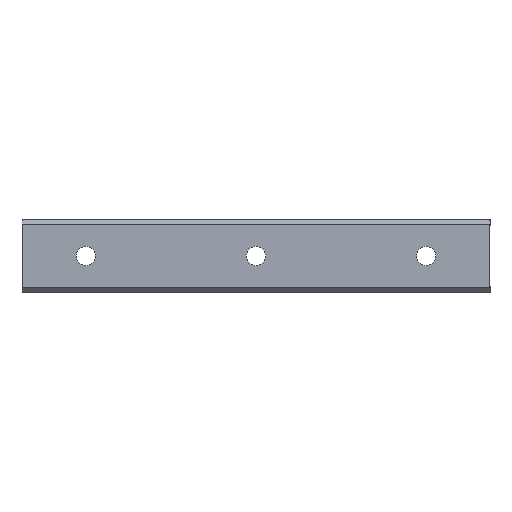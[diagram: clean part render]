
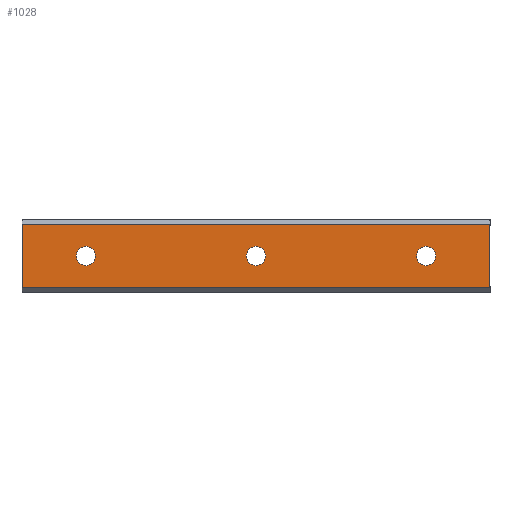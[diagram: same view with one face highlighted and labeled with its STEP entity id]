
A CAD part, front view. The second image highlights one B-rep face of the part: STEP entity #1028.
In plain terms, the highlighted planar face has unit normal (0, -1, 0).
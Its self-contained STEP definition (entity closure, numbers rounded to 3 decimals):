
#7 = AXIS2_PLACEMENT_3D ( 'NONE', #1249, #755, #1188 ) ;
#12 = FACE_BOUND ( 'NONE', #1048, .T. ) ;
#14 = DIRECTION ( 'NONE',  ( 0., 0., 1. ) ) ;
#22 = DIRECTION ( 'NONE',  ( 0., -1., 0. ) ) ;
#36 = DIRECTION ( 'NONE',  ( 0., 0., 1. ) ) ;
#43 = CARTESIAN_POINT ( 'NONE',  ( 160., 0., 0. ) ) ;
#50 = AXIS2_PLACEMENT_3D ( 'NONE', #218, #22, #14 ) ;
#53 = DIRECTION ( 'NONE',  ( 0., 0., -1. ) ) ;
#67 = EDGE_CURVE ( 'NONE', #1184, #135, #613, .T. ) ;
#69 = LINE ( 'NONE', #501, #310 ) ;
#87 = FACE_BOUND ( 'NONE', #1207, .T. ) ;
#103 = VERTEX_POINT ( 'NONE', #547 ) ;
#113 = DIRECTION ( 'NONE',  ( 0., 0., 1. ) ) ;
#135 = VERTEX_POINT ( 'NONE', #643 ) ;
#149 = ORIENTED_EDGE ( 'NONE', *, *, #331, .F. ) ;
#155 = CARTESIAN_POINT ( 'NONE',  ( 190., 0., -14.95 ) ) ;
#156 = VERTEX_POINT ( 'NONE', #330 ) ;
#162 = LINE ( 'NONE', #155, #592 ) ;
#169 = DIRECTION ( 'NONE',  ( -1., 0., 0. ) ) ;
#175 = CARTESIAN_POINT ( 'NONE',  ( 0., 0., -4.5 ) ) ;
#194 = VERTEX_POINT ( 'NONE', #1205 ) ;
#218 = CARTESIAN_POINT ( 'NONE',  ( 160., 0., 0. ) ) ;
#245 = CARTESIAN_POINT ( 'NONE',  ( 190., 0., 14.95 ) ) ;
#304 = VERTEX_POINT ( 'NONE', #802 ) ;
#306 = ORIENTED_EDGE ( 'NONE', *, *, #1174, .F. ) ;
#310 = VECTOR ( 'NONE', #810, 1000. ) ;
#311 = ORIENTED_EDGE ( 'NONE', *, *, #1311, .F. ) ;
#312 = EDGE_CURVE ( 'NONE', #194, #402, #162, .T. ) ;
#328 = ORIENTED_EDGE ( 'NONE', *, *, #1271, .F. ) ;
#330 = CARTESIAN_POINT ( 'NONE',  ( 80., 0., 4.5 ) ) ;
#331 = EDGE_CURVE ( 'NONE', #135, #1184, #1124, .T. ) ;
#333 = EDGE_CURVE ( 'NONE', #489, #443, #616, .T. ) ;
#335 = FACE_OUTER_BOUND ( 'NONE', #790, .T. ) ;
#359 = LINE ( 'NONE', #981, #989 ) ;
#402 = VERTEX_POINT ( 'NONE', #1338 ) ;
#423 = CIRCLE ( 'NONE', #747, 4.5 ) ;
#443 = VERTEX_POINT ( 'NONE', #1253 ) ;
#475 = DIRECTION ( 'NONE',  ( 0., -1., 0. ) ) ;
#489 = VERTEX_POINT ( 'NONE', #175 ) ;
#501 = CARTESIAN_POINT ( 'NONE',  ( -30., 0., 14.95 ) ) ;
#547 = CARTESIAN_POINT ( 'NONE',  ( -30., 0., 14.95 ) ) ;
#556 = CARTESIAN_POINT ( 'NONE',  ( 160., 0., -4.5 ) ) ;
#564 = ORIENTED_EDGE ( 'NONE', *, *, #1027, .F. ) ;
#580 = DIRECTION ( 'NONE',  ( 1., 0., 0. ) ) ;
#592 = VECTOR ( 'NONE', #169, 1000. ) ;
#613 = CIRCLE ( 'NONE', #50, 4.5 ) ;
#616 = CIRCLE ( 'NONE', #867, 4.5 ) ;
#643 = CARTESIAN_POINT ( 'NONE',  ( 160., 0., 4.5 ) ) ;
#735 = ORIENTED_EDGE ( 'NONE', *, *, #67, .F. ) ;
#747 = AXIS2_PLACEMENT_3D ( 'NONE', #781, #1001, #36 ) ;
#755 = DIRECTION ( 'NONE',  ( 0., 1., 0. ) ) ;
#757 = EDGE_CURVE ( 'NONE', #103, #957, #359, .T. ) ;
#781 = CARTESIAN_POINT ( 'NONE',  ( 80., 0., 0. ) ) ;
#790 = EDGE_LOOP ( 'NONE', ( #1094, #328, #1354, #832 ) ) ;
#802 = CARTESIAN_POINT ( 'NONE',  ( 80., 0., -4.5 ) ) ;
#807 = DIRECTION ( 'NONE',  ( 0., 0., 1. ) ) ;
#810 = DIRECTION ( 'NONE',  ( 0., 0., 1. ) ) ;
#814 = CIRCLE ( 'NONE', #1218, 4.5 ) ;
#832 = ORIENTED_EDGE ( 'NONE', *, *, #1312, .F. ) ;
#860 = ORIENTED_EDGE ( 'NONE', *, *, #333, .F. ) ;
#867 = AXIS2_PLACEMENT_3D ( 'NONE', #1237, #475, #1319 ) ;
#900 = DIRECTION ( 'NONE',  ( 0., -1., 0. ) ) ;
#949 = CARTESIAN_POINT ( 'NONE',  ( 0., 0., 0. ) ) ;
#957 = VERTEX_POINT ( 'NONE', #1227 ) ;
#981 = CARTESIAN_POINT ( 'NONE',  ( 190., 0., 14.95 ) ) ;
#989 = VECTOR ( 'NONE', #580, 1000. ) ;
#1001 = DIRECTION ( 'NONE',  ( 0., -1., 0. ) ) ;
#1019 = DIRECTION ( 'NONE',  ( 0., -1., 0. ) ) ;
#1024 = DIRECTION ( 'NONE',  ( 0., 0., 1. ) ) ;
#1027 = EDGE_CURVE ( 'NONE', #443, #489, #814, .T. ) ;
#1028 = ADVANCED_FACE ( 'NONE', ( #335, #1375, #12, #87 ), #1183, .F. ) ;
#1030 = AXIS2_PLACEMENT_3D ( 'NONE', #43, #900, #807 ) ;
#1048 = EDGE_LOOP ( 'NONE', ( #149, #735 ) ) ;
#1094 = ORIENTED_EDGE ( 'NONE', *, *, #312, .F. ) ;
#1124 = CIRCLE ( 'NONE', #1030, 4.5 ) ;
#1130 = AXIS2_PLACEMENT_3D ( 'NONE', #1232, #1019, #1024 ) ;
#1149 = EDGE_LOOP ( 'NONE', ( #564, #860 ) ) ;
#1174 = EDGE_CURVE ( 'NONE', #156, #304, #423, .T. ) ;
#1183 = PLANE ( 'NONE',  #7 ) ;
#1184 = VERTEX_POINT ( 'NONE', #556 ) ;
#1188 = DIRECTION ( 'NONE',  ( 0., 0., 1. ) ) ;
#1195 = VECTOR ( 'NONE', #53, 1000. ) ;
#1197 = LINE ( 'NONE', #245, #1195 ) ;
#1205 = CARTESIAN_POINT ( 'NONE',  ( 190., 0., -14.95 ) ) ;
#1207 = EDGE_LOOP ( 'NONE', ( #306, #311 ) ) ;
#1218 = AXIS2_PLACEMENT_3D ( 'NONE', #949, #1280, #113 ) ;
#1227 = CARTESIAN_POINT ( 'NONE',  ( 190., 0., 14.95 ) ) ;
#1232 = CARTESIAN_POINT ( 'NONE',  ( 80., 0., 0. ) ) ;
#1237 = CARTESIAN_POINT ( 'NONE',  ( 0., 0., 0. ) ) ;
#1249 = CARTESIAN_POINT ( 'NONE',  ( 190., 0., 14.95 ) ) ;
#1253 = CARTESIAN_POINT ( 'NONE',  ( 0., 0., 4.5 ) ) ;
#1271 = EDGE_CURVE ( 'NONE', #957, #194, #1197, .T. ) ;
#1277 = CIRCLE ( 'NONE', #1130, 4.5 ) ;
#1280 = DIRECTION ( 'NONE',  ( 0., -1., 0. ) ) ;
#1311 = EDGE_CURVE ( 'NONE', #304, #156, #1277, .T. ) ;
#1312 = EDGE_CURVE ( 'NONE', #402, #103, #69, .T. ) ;
#1319 = DIRECTION ( 'NONE',  ( 0., 0., 1. ) ) ;
#1338 = CARTESIAN_POINT ( 'NONE',  ( -30., 0., -14.95 ) ) ;
#1354 = ORIENTED_EDGE ( 'NONE', *, *, #757, .F. ) ;
#1375 = FACE_BOUND ( 'NONE', #1149, .T. ) ;
